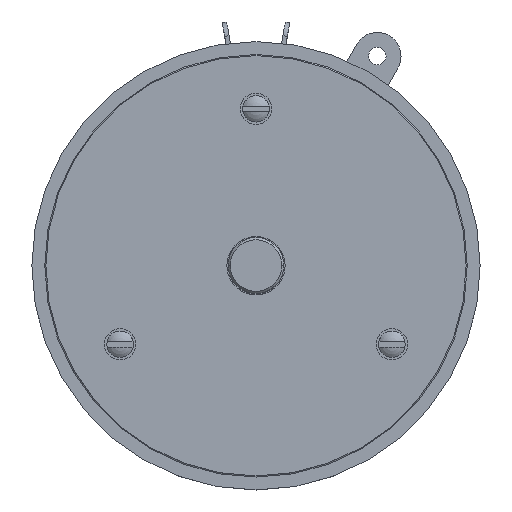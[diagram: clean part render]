
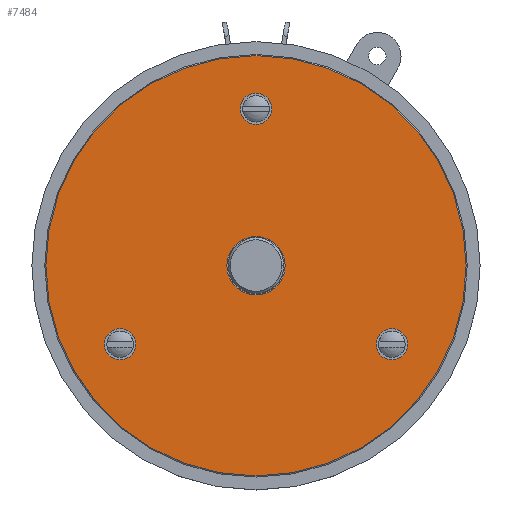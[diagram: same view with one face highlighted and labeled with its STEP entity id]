
A CAD part, top view. The second image highlights one B-rep face of the part: STEP entity #7484.
In plain terms, the highlighted planar face has unit normal (0, 0, 1).
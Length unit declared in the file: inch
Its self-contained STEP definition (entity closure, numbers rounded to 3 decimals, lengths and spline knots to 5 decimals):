
#115=CARTESIAN_POINT('',(0.,0.,1.327));
#116=DIRECTION('',(0.,0.,-1.));
#117=DIRECTION('',(-0.866,-0.5,0.));
#118=AXIS2_PLACEMENT_3D('',#115,#116,#117);
#120=CARTESIAN_POINT('',(0.,0.,1.327));
#121=DIRECTION('',(0.,0.,-1.));
#122=DIRECTION('',(0.866,0.5,0.));
#123=AXIS2_PLACEMENT_3D('',#120,#121,#122);
#125=CARTESIAN_POINT('',(0.,0.,1.327));
#126=DIRECTION('',(0.,0.,1.));
#127=DIRECTION('',(-0.866,-0.5,0.));
#128=AXIS2_PLACEMENT_3D('',#125,#126,#127);
#130=CARTESIAN_POINT('',(0.,0.,1.327));
#131=DIRECTION('',(0.,0.,1.));
#132=DIRECTION('',(0.866,0.5,0.));
#133=AXIS2_PLACEMENT_3D('',#130,#131,#132);
#135=CARTESIAN_POINT('',(-0.60622,-0.35,1.327));
#136=DIRECTION('',(0.,0.,1.));
#137=DIRECTION('',(-0.866,-0.5,0.));
#138=AXIS2_PLACEMENT_3D('',#135,#136,#137);
#140=CARTESIAN_POINT('',(-0.60622,-0.35,1.327));
#141=DIRECTION('',(0.,0.,1.));
#142=DIRECTION('',(0.866,0.5,0.));
#143=AXIS2_PLACEMENT_3D('',#140,#141,#142);
#145=CARTESIAN_POINT('',(0.60622,-0.35,1.327));
#146=DIRECTION('',(0.,0.,1.));
#147=DIRECTION('',(0.866,-0.5,0.));
#148=AXIS2_PLACEMENT_3D('',#145,#146,#147);
#150=CARTESIAN_POINT('',(0.60622,-0.35,1.327));
#151=DIRECTION('',(0.,0.,1.));
#152=DIRECTION('',(-0.866,0.5,0.));
#153=AXIS2_PLACEMENT_3D('',#150,#151,#152);
#155=CARTESIAN_POINT('',(0.,0.7,1.327));
#156=DIRECTION('',(0.,0.,1.));
#157=DIRECTION('',(0.,1.,0.));
#158=AXIS2_PLACEMENT_3D('',#155,#156,#157);
#160=CARTESIAN_POINT('',(0.,0.7,1.327));
#161=DIRECTION('',(0.,0.,1.));
#162=DIRECTION('',(0.,-1.,0.));
#163=AXIS2_PLACEMENT_3D('',#160,#161,#162);
#6307=CARTESIAN_POINT('',(0.81181,0.4687,1.327));
#6308=VERTEX_POINT('',#6307);
#6309=CARTESIAN_POINT('',(-0.81181,-0.4687,1.327));
#6310=VERTEX_POINT('',#6309);
#6311=CARTESIAN_POINT('',(-0.11258,-0.065,1.327));
#6312=CARTESIAN_POINT('',(0.11258,0.065,1.327));
#6313=VERTEX_POINT('',#6311);
#6314=VERTEX_POINT('',#6312);
#6315=CARTESIAN_POINT('',(-0.66684,-0.385,1.327));
#6316=CARTESIAN_POINT('',(-0.5456,-0.315,1.327));
#6317=VERTEX_POINT('',#6315);
#6318=VERTEX_POINT('',#6316);
#6319=CARTESIAN_POINT('',(0.66684,-0.385,1.327));
#6320=CARTESIAN_POINT('',(0.5456,-0.315,1.327));
#6321=VERTEX_POINT('',#6319);
#6322=VERTEX_POINT('',#6320);
#6323=CARTESIAN_POINT('',(0.,0.77,1.327));
#6324=CARTESIAN_POINT('',(0.,0.63,1.327));
#6325=VERTEX_POINT('',#6323);
#6326=VERTEX_POINT('',#6324);
#7451=CARTESIAN_POINT('',(0.,0.,1.327));
#7452=DIRECTION('',(0.,0.,1.));
#7453=DIRECTION('',(0.866,0.5,0.));
#7454=AXIS2_PLACEMENT_3D('',#7451,#7452,#7453);
#7455=PLANE('',#7454);
#7456=ORIENTED_EDGE('',*,*,#7431,.T.);
#7457=ORIENTED_EDGE('',*,*,#7445,.T.);
#7458=EDGE_LOOP('',(#7456,#7457));
#7459=FACE_OUTER_BOUND('',#7458,.F.);
#7461=ORIENTED_EDGE('',*,*,#7460,.T.);
#7463=ORIENTED_EDGE('',*,*,#7462,.T.);
#7464=EDGE_LOOP('',(#7461,#7463));
#7465=FACE_BOUND('',#7464,.F.);
#7467=ORIENTED_EDGE('',*,*,#7466,.T.);
#7469=ORIENTED_EDGE('',*,*,#7468,.T.);
#7470=EDGE_LOOP('',(#7467,#7469));
#7471=FACE_BOUND('',#7470,.F.);
#7473=ORIENTED_EDGE('',*,*,#7472,.T.);
#7475=ORIENTED_EDGE('',*,*,#7474,.T.);
#7476=EDGE_LOOP('',(#7473,#7475));
#7477=FACE_BOUND('',#7476,.F.);
#7479=ORIENTED_EDGE('',*,*,#7478,.T.);
#7481=ORIENTED_EDGE('',*,*,#7480,.T.);
#7482=EDGE_LOOP('',(#7479,#7481));
#7483=FACE_BOUND('',#7482,.F.);
#7484=ADVANCED_FACE('',(#7459,#7465,#7471,#7477,#7483),#7455,.T.);
#119=CIRCLE('',#118,0.9374);
#124=CIRCLE('',#123,0.9374);
#129=CIRCLE('',#128,0.13);
#134=CIRCLE('',#133,0.13);
#139=CIRCLE('',#138,0.07);
#144=CIRCLE('',#143,0.07);
#149=CIRCLE('',#148,0.07);
#154=CIRCLE('',#153,0.07);
#159=CIRCLE('',#158,0.07);
#164=CIRCLE('',#163,0.07);
#7431=EDGE_CURVE('',#6310,#6308,#119,.T.);
#7445=EDGE_CURVE('',#6308,#6310,#124,.T.);
#7460=EDGE_CURVE('',#6313,#6314,#129,.T.);
#7462=EDGE_CURVE('',#6314,#6313,#134,.T.);
#7466=EDGE_CURVE('',#6317,#6318,#139,.T.);
#7468=EDGE_CURVE('',#6318,#6317,#144,.T.);
#7472=EDGE_CURVE('',#6321,#6322,#149,.T.);
#7474=EDGE_CURVE('',#6322,#6321,#154,.T.);
#7478=EDGE_CURVE('',#6325,#6326,#159,.T.);
#7480=EDGE_CURVE('',#6326,#6325,#164,.T.);
